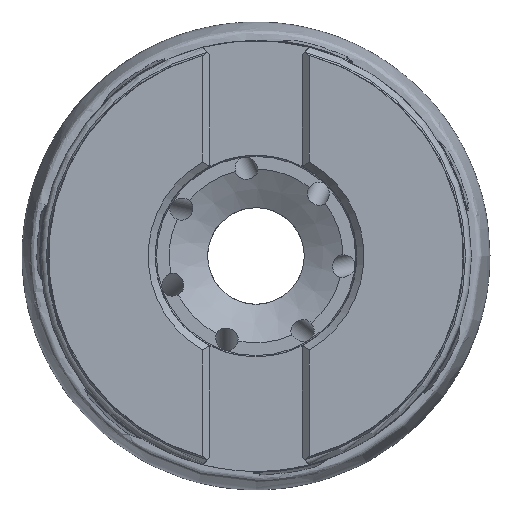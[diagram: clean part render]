
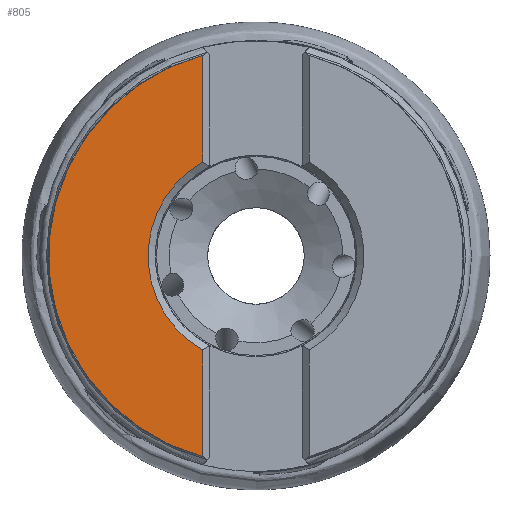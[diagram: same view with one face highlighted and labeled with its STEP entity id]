
A CAD part, left-side view. The second image highlights one B-rep face of the part: STEP entity #805.
In plain terms, the highlighted planar face has unit normal (-1, 0, 0).
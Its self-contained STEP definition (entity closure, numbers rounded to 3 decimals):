
#340 = AXIS2_PLACEMENT_3D ( 'NONE', #1317, #8765, #2381 ) ;
#618 = AXIS2_PLACEMENT_3D ( 'NONE', #2947, #10361, #4001 ) ;
#805 = ADVANCED_FACE ( 'NONE', ( #2839 ), #12962, .T. ) ;
#1317 = CARTESIAN_POINT ( 'NONE',  ( -49., 0., 0. ) ) ;
#1570 = CIRCLE ( 'NONE', #1808, 14.525 ) ;
#1808 = AXIS2_PLACEMENT_3D ( 'NONE', #6110, #13520, #7144 ) ;
#2225 = EDGE_CURVE ( 'NONE', #12869, #5691, #10378, .T. ) ;
#2381 = DIRECTION ( 'NONE',  ( 0., 0., 1. ) ) ;
#2600 = ORIENTED_EDGE ( 'NONE', *, *, #9726, .T. ) ;
#2839 = FACE_OUTER_BOUND ( 'NONE', #10352, .T. ) ;
#2947 = CARTESIAN_POINT ( 'NONE',  ( -49., 0., 0. ) ) ;
#2980 = EDGE_CURVE ( 'Kante54', #12869, #5721, #11031, .T. ) ;
#3440 = CARTESIAN_POINT ( 'NONE',  ( -49., 7.15, -26.991 ) ) ;
#4001 = DIRECTION ( 'NONE',  ( 0., 0., 1. ) ) ;
#4073 = VECTOR ( 'NONE', #5174, 1000. ) ;
#5174 = DIRECTION ( 'NONE',  ( 0., 0., 1. ) ) ;
#5253 = VECTOR ( 'NONE', #11958, 1000. ) ;
#5632 = CARTESIAN_POINT ( 'NONE',  ( -49., 7.15, -35. ) ) ;
#5691 = VERTEX_POINT ( 'NONE', #8273 ) ;
#5721 = VERTEX_POINT ( 'NONE', #11447 ) ;
#5826 = CARTESIAN_POINT ( 'NONE',  ( -49., 7.15, 12.643 ) ) ;
#6110 = CARTESIAN_POINT ( 'NONE',  ( -49., 0., 0. ) ) ;
#6200 = ORIENTED_EDGE ( 'NONE', *, *, #2980, .F. ) ;
#6888 = ORIENTED_EDGE ( 'NONE', *, *, #2225, .T. ) ;
#7144 = DIRECTION ( 'NONE',  ( 0., 0., 1. ) ) ;
#8060 = LINE ( 'NONE', #5632, #5253 ) ;
#8134 = VERTEX_POINT ( 'NONE', #5826 ) ;
#8273 = CARTESIAN_POINT ( 'NONE',  ( -49., 7.15, -12.643 ) ) ;
#8765 = DIRECTION ( 'NONE',  ( -1., 0., 0. ) ) ;
#9412 = EDGE_CURVE ( 'NONE', #5691, #8134, #1570, .T. ) ;
#9726 = EDGE_CURVE ( 'NONE', #8134, #5721, #8060, .T. ) ;
#10352 = EDGE_LOOP ( 'NONE', ( #6888, #12966, #2600, #6200 ) ) ;
#10361 = DIRECTION ( 'NONE',  ( 1., 0., 0. ) ) ;
#10378 = LINE ( 'NONE', #12576, #4073 ) ;
#11031 = CIRCLE ( 'NONE', #618, 27.922 ) ;
#11447 = CARTESIAN_POINT ( 'NONE',  ( -49., 7.15, 26.991 ) ) ;
#11958 = DIRECTION ( 'NONE',  ( 0., 0., 1. ) ) ;
#12576 = CARTESIAN_POINT ( 'NONE',  ( -49., 7.15, -35. ) ) ;
#12869 = VERTEX_POINT ( 'NONE', #3440 ) ;
#12962 = PLANE ( 'NONE',  #340 ) ;
#12966 = ORIENTED_EDGE ( 'NONE', *, *, #9412, .T. ) ;
#13520 = DIRECTION ( 'NONE',  ( 1., 0., 0. ) ) ;
